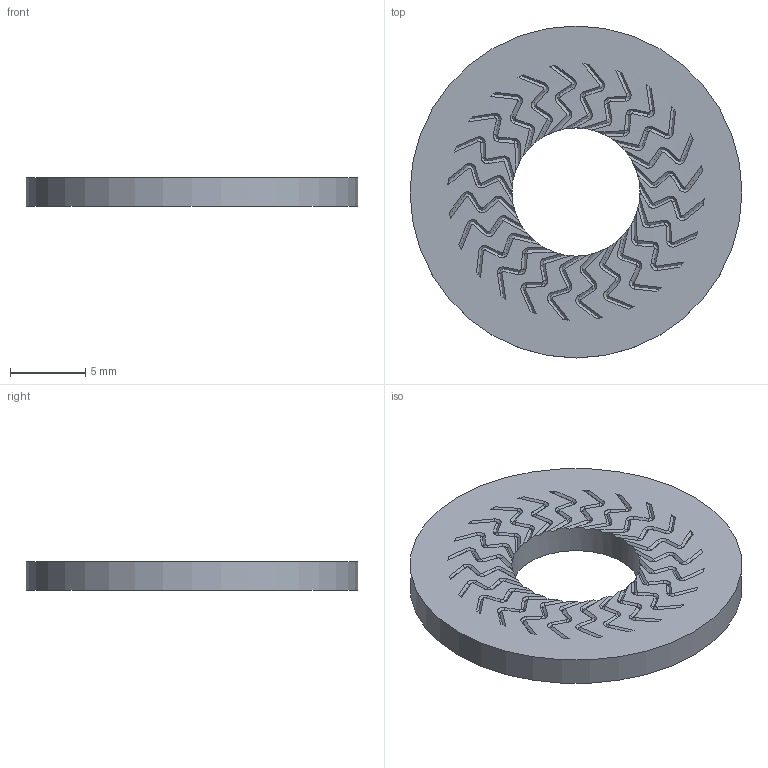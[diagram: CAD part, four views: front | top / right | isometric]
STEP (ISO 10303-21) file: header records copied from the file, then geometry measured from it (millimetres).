
FILE_DESCRIPTION( ( 'AP 214' ), '1' );
FILE_NAME( '070540_NSK B8_Muster_flach.stp', ' ', ( ' ' ), ( ' ' ), 'PSStep 16.0.33', 'VISI 20.0', ' ' );
FILE_SCHEMA( ( 'AUTOMOTIVE_DESIGN { 1 0 10303 214 1 1 1 1 }' ) );
Length unit declared in the file: millimetre
Products named in the file (1): 1
Bounding box: 21.99 x 21.99 x 1.91 mm (x, y, z)
Volume: 608.9 mm3; surface area: 846.9 mm2
Topology: 1 solids, 1 shells, 368 faces, 974 edges, 609 vertices
Faces by surface type: plane 195, bspline 144, cylinder 26, torus 3
Full cylindrical faces by diameter (mm): 8.49 x1, 21.99 x1
Entity records: 19343 total; most frequent: CARTESIAN_POINT 8711, ORIENTED_EDGE 1934, DIRECTION 1040, EDGE_CURVE 967, VERTEX_POINT 607, B_SPLINE_CURVE_WITH_KNOTS 528, AXIS2_PLACEMENT_3D 376, EDGE_LOOP 376
